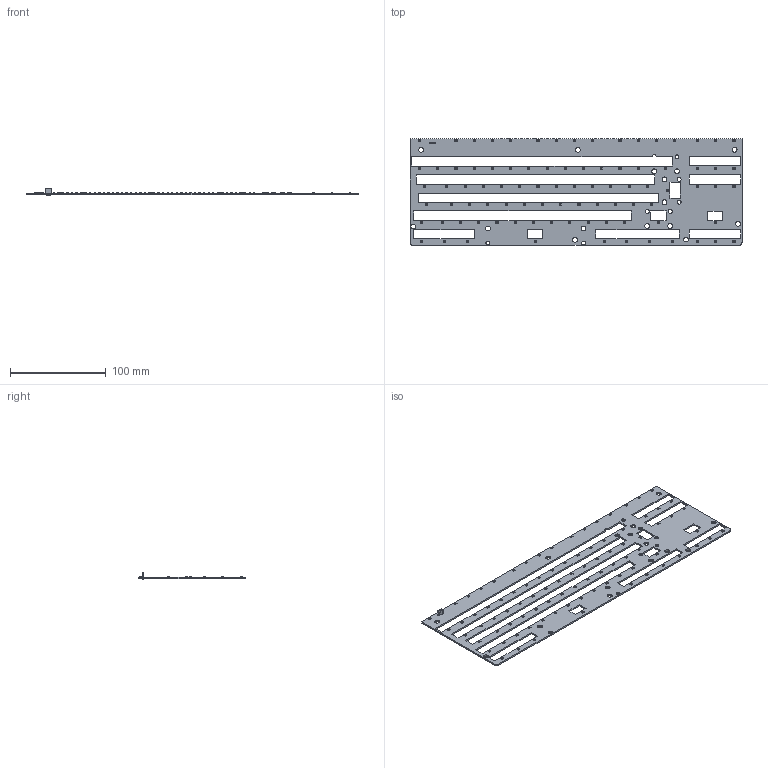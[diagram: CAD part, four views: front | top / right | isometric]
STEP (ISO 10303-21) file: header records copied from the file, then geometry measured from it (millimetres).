
FILE_DESCRIPTION(('KiCad electronic assembly'),'2;1');
FILE_NAME('RGBSUB.step','2021-10-23T19:26:15',('An Author'),('A Company' ),'Open CASCADE STEP processor 6.9','KiCad to STEP converter', 'Unknown');
FILE_SCHEMA(('AUTOMOTIVE_DESIGN { 1 0 10303 214 1 1 1 1 }'));
Length unit declared in the file: millimetre
Products named in the file (6): Open CASCADE STEP translator 6.9 1; PinSocket_1x03_P2.00mm_Vertical; SOLID; WS2812-2020; COMPOUND
Assembly tree (92 placements, depth 3):
  Open CASCADE STEP translator 6.9 1
    PinSocket_1x03_P2.00mm_Vertical
      SOLID
    WS2812-2020  x88
      COMPOUND
    COMPOUND
Bounding box: 347 x 111.26 x 8.3 mm (x, y, z)
Volume: 39808.1 mm3; surface area: 58228.7 mm2
Topology: 178 solids, 178 shells, 5734 faces, 15039 edges, 10022 vertices
Faces by surface type: plane 4650, bspline 616, cylinder 468
Full cylindrical faces by diameter (mm): 0.8 x3, 4.034 x3, 4.052 x1, 4.061 x1, 4.102 x1, 4.16 x1, 5 x7, 5.101 x1, 5.103 x1, 5.139 x5, 5.256 x1
Entity records: 19517 total; most frequent: CARTESIAN_POINT 3801, DIRECTION 2741, LINE 1870, VECTOR 1870, ORIENTED_EDGE 1368, PCURVE 1368, DEFINITIONAL_REPRESENTATION 1368, EDGE_CURVE 684
